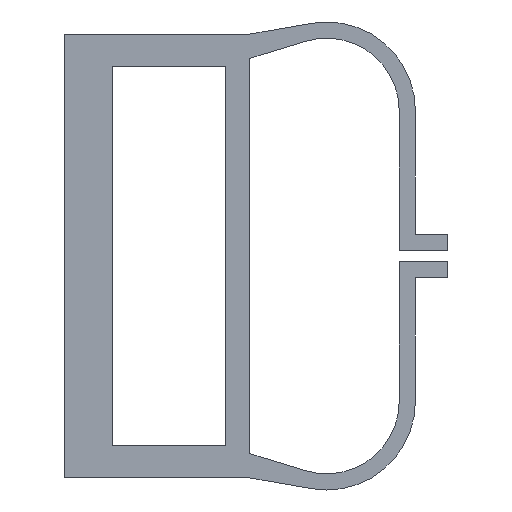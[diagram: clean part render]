
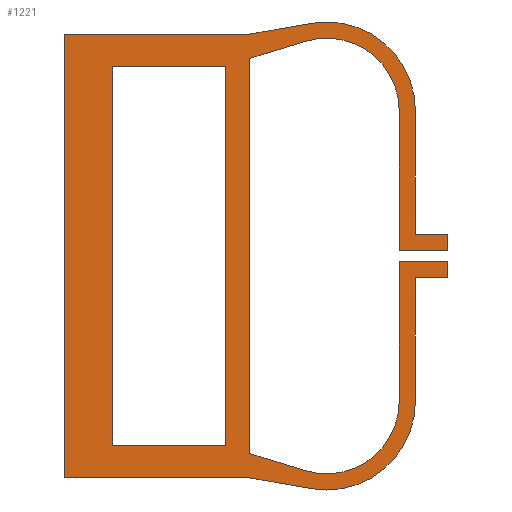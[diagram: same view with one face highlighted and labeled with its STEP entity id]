
A CAD part, left-side view. The second image highlights one B-rep face of the part: STEP entity #1221.
In plain terms, the highlighted planar face has unit normal (-1, 0, 0).
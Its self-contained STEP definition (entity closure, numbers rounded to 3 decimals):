
#37=FACE_BOUND('',#187,.T.);
#82=CIRCLE('',#1305,11.);
#84=CIRCLE('',#1308,9.);
#89=CIRCLE('',#1321,9.);
#90=CIRCLE('',#1329,11.);
#125=FACE_OUTER_BOUND('',#186,.T.);
#186=EDGE_LOOP('',(#937,#938,#939,#940,#941,#942,#943,#944,#945,#946,#947,
#948,#949,#950,#951,#952,#953,#954,#955,#956,#957,#958));
#187=EDGE_LOOP('',(#959,#960,#961,#962));
#233=LINE('',#1698,#371);
#259=LINE('',#1813,#397);
#263=LINE('',#1823,#401);
#273=LINE('',#1845,#411);
#278=LINE('',#1860,#416);
#282=LINE('',#1872,#420);
#285=LINE('',#1878,#423);
#289=LINE('',#1885,#427);
#291=LINE('',#1890,#429);
#297=LINE('',#1900,#435);
#310=LINE('',#1924,#448);
#311=LINE('',#1926,#449);
#312=LINE('',#1928,#450);
#313=LINE('',#1929,#451);
#314=LINE('',#1931,#452);
#315=LINE('',#1933,#453);
#316=LINE('',#1934,#454);
#317=LINE('',#1936,#455);
#318=LINE('',#1939,#456);
#319=LINE('',#1941,#457);
#320=LINE('',#1943,#458);
#321=LINE('',#1944,#459);
#371=VECTOR('',#1364,1000.);
#397=VECTOR('',#1484,1000.);
#401=VECTOR('',#1492,1000.);
#411=VECTOR('',#1506,1000.);
#416=VECTOR('',#1519,1000.);
#420=VECTOR('',#1531,1000.);
#423=VECTOR('',#1536,1000.);
#427=VECTOR('',#1542,1000.);
#429=VECTOR('',#1546,1000.);
#435=VECTOR('',#1554,1000.);
#448=VECTOR('',#1571,1000.);
#449=VECTOR('',#1572,1000.);
#450=VECTOR('',#1573,1000.);
#451=VECTOR('',#1574,1000.);
#452=VECTOR('',#1575,1000.);
#453=VECTOR('',#1576,1000.);
#454=VECTOR('',#1577,1000.);
#455=VECTOR('',#1580,1000.);
#456=VECTOR('',#1581,1000.);
#457=VECTOR('',#1582,1000.);
#458=VECTOR('',#1583,1000.);
#459=VECTOR('',#1584,1000.);
#509=VERTEX_POINT('',#1696);
#510=VERTEX_POINT('',#1697);
#543=VERTEX_POINT('',#1791);
#544=VERTEX_POINT('',#1792);
#547=VERTEX_POINT('',#1800);
#548=VERTEX_POINT('',#1801);
#552=VERTEX_POINT('',#1811);
#555=VERTEX_POINT('',#1821);
#556=VERTEX_POINT('',#1822);
#565=VERTEX_POINT('',#1842);
#566=VERTEX_POINT('',#1844);
#571=VERTEX_POINT('',#1857);
#572=VERTEX_POINT('',#1859);
#574=VERTEX_POINT('',#1865);
#576=VERTEX_POINT('',#1871);
#578=VERTEX_POINT('',#1877);
#580=VERTEX_POINT('',#1883);
#582=VERTEX_POINT('',#1889);
#595=VERTEX_POINT('',#1925);
#596=VERTEX_POINT('',#1927);
#597=VERTEX_POINT('',#1930);
#598=VERTEX_POINT('',#1932);
#599=VERTEX_POINT('',#1937);
#600=VERTEX_POINT('',#1938);
#601=VERTEX_POINT('',#1940);
#602=VERTEX_POINT('',#1942);
#623=EDGE_CURVE('',#509,#510,#233,.T.);
#669=EDGE_CURVE('',#543,#544,#82,.T.);
#673=EDGE_CURVE('',#547,#548,#84,.T.);
#679=EDGE_CURVE('',#552,#543,#259,.T.);
#683=EDGE_CURVE('',#555,#556,#263,.T.);
#693=EDGE_CURVE('',#565,#566,#273,.T.);
#700=EDGE_CURVE('',#571,#572,#278,.T.);
#703=EDGE_CURVE('',#572,#574,#89,.T.);
#706=EDGE_CURVE('',#574,#576,#282,.T.);
#709=EDGE_CURVE('',#544,#578,#285,.T.);
#713=EDGE_CURVE('',#580,#547,#289,.T.);
#715=EDGE_CURVE('',#548,#582,#291,.T.);
#721=EDGE_CURVE('',#576,#580,#297,.T.);
#734=EDGE_CURVE('',#578,#509,#310,.T.);
#735=EDGE_CURVE('',#595,#552,#311,.T.);
#736=EDGE_CURVE('',#596,#595,#312,.T.);
#737=EDGE_CURVE('',#582,#596,#313,.T.);
#738=EDGE_CURVE('',#597,#571,#314,.T.);
#739=EDGE_CURVE('',#598,#597,#315,.T.);
#740=EDGE_CURVE('',#598,#556,#316,.T.);
#741=EDGE_CURVE('',#566,#555,#90,.T.);
#742=EDGE_CURVE('',#510,#565,#317,.T.);
#743=EDGE_CURVE('',#599,#600,#318,.T.);
#744=EDGE_CURVE('',#600,#601,#319,.T.);
#745=EDGE_CURVE('',#601,#602,#320,.T.);
#746=EDGE_CURVE('',#602,#599,#321,.T.);
#937=ORIENTED_EDGE('',*,*,#734,.F.);
#938=ORIENTED_EDGE('',*,*,#709,.F.);
#939=ORIENTED_EDGE('',*,*,#669,.F.);
#940=ORIENTED_EDGE('',*,*,#679,.F.);
#941=ORIENTED_EDGE('',*,*,#735,.F.);
#942=ORIENTED_EDGE('',*,*,#736,.F.);
#943=ORIENTED_EDGE('',*,*,#737,.F.);
#944=ORIENTED_EDGE('',*,*,#715,.F.);
#945=ORIENTED_EDGE('',*,*,#673,.F.);
#946=ORIENTED_EDGE('',*,*,#713,.F.);
#947=ORIENTED_EDGE('',*,*,#721,.F.);
#948=ORIENTED_EDGE('',*,*,#706,.F.);
#949=ORIENTED_EDGE('',*,*,#703,.F.);
#950=ORIENTED_EDGE('',*,*,#700,.F.);
#951=ORIENTED_EDGE('',*,*,#738,.F.);
#952=ORIENTED_EDGE('',*,*,#739,.F.);
#953=ORIENTED_EDGE('',*,*,#740,.T.);
#954=ORIENTED_EDGE('',*,*,#683,.F.);
#955=ORIENTED_EDGE('',*,*,#741,.F.);
#956=ORIENTED_EDGE('',*,*,#693,.F.);
#957=ORIENTED_EDGE('',*,*,#742,.F.);
#958=ORIENTED_EDGE('',*,*,#623,.F.);
#959=ORIENTED_EDGE('',*,*,#743,.T.);
#960=ORIENTED_EDGE('',*,*,#744,.T.);
#961=ORIENTED_EDGE('',*,*,#745,.T.);
#962=ORIENTED_EDGE('',*,*,#746,.T.);
#1164=PLANE('',#1328);
#1221=ADVANCED_FACE('',(#125,#37),#1164,.T.);
#1305=AXIS2_PLACEMENT_3D('',#1793,#1466,#1467);
#1308=AXIS2_PLACEMENT_3D('',#1802,#1474,#1475);
#1321=AXIS2_PLACEMENT_3D('',#1866,#1525,#1526);
#1328=AXIS2_PLACEMENT_3D('',#1923,#1569,#1570);
#1329=AXIS2_PLACEMENT_3D('',#1935,#1578,#1579);
#1364=DIRECTION('',(0.,0.,1.));
#1466=DIRECTION('center_axis',(1.,0.,0.));
#1467=DIRECTION('ref_axis',(0.,0.,1.));
#1474=DIRECTION('center_axis',(-1.,0.,0.));
#1475=DIRECTION('ref_axis',(0.,0.,1.));
#1484=DIRECTION('',(0.,0.,-1.));
#1492=DIRECTION('',(0.,0.,-1.));
#1506=DIRECTION('',(0.,-0.985,0.173));
#1519=DIRECTION('',(0.,0.,1.));
#1525=DIRECTION('center_axis',(-1.,0.,0.));
#1526=DIRECTION('ref_axis',(0.,0.,1.));
#1531=DIRECTION('',(0.,0.956,-0.293));
#1536=DIRECTION('',(0.,0.985,0.173));
#1542=DIRECTION('',(0.,-0.956,-0.293));
#1546=DIRECTION('',(0.,0.,1.));
#1554=DIRECTION('',(0.,0.,-1.));
#1569=DIRECTION('center_axis',(-1.,0.,0.));
#1570=DIRECTION('ref_axis',(0.,0.,1.));
#1571=DIRECTION('',(0.,1.,0.));
#1572=DIRECTION('',(0.,1.,0.));
#1573=DIRECTION('',(0.,0.,-1.));
#1574=DIRECTION('',(0.,-1.,0.));
#1575=DIRECTION('',(0.,1.,0.));
#1576=DIRECTION('',(0.,0.,-1.));
#1577=DIRECTION('',(0.,1.,0.));
#1578=DIRECTION('center_axis',(1.,0.,0.));
#1579=DIRECTION('ref_axis',(0.,0.,1.));
#1580=DIRECTION('',(0.,-1.,0.));
#1581=DIRECTION('',(0.,0.,-1.));
#1582=DIRECTION('',(0.,1.,0.));
#1583=DIRECTION('',(0.,0.,1.));
#1584=DIRECTION('',(0.,-1.,0.));
#1696=CARTESIAN_POINT('',(0.,13.,-27.5));
#1697=CARTESIAN_POINT('',(0.,13.,27.5));
#1698=CARTESIAN_POINT('',(0.,13.,27.5));
#1791=CARTESIAN_POINT('',(0.,-30.5,-18.));
#1792=CARTESIAN_POINT('',(0.,-17.597,-28.834));
#1793=CARTESIAN_POINT('Origin',(0.,-19.5,-18.));
#1800=CARTESIAN_POINT('',(0.,-16.861,-26.604));
#1801=CARTESIAN_POINT('',(0.,-28.5,-18.));
#1802=CARTESIAN_POINT('Origin',(0.,-19.5,-18.));
#1811=CARTESIAN_POINT('',(0.,-30.5,-2.7));
#1813=CARTESIAN_POINT('',(0.,-30.5,-18.));
#1821=CARTESIAN_POINT('',(0.,-30.5,18.));
#1822=CARTESIAN_POINT('',(0.,-30.5,2.7));
#1823=CARTESIAN_POINT('',(0.,-30.5,18.));
#1842=CARTESIAN_POINT('',(0.,-10.,27.5));
#1844=CARTESIAN_POINT('',(0.,-17.597,28.834));
#1845=CARTESIAN_POINT('',(0.,-10.,27.5));
#1857=CARTESIAN_POINT('',(0.,-28.5,0.7));
#1859=CARTESIAN_POINT('',(0.,-28.5,18.));
#1860=CARTESIAN_POINT('',(0.,-28.5,0.7));
#1865=CARTESIAN_POINT('',(0.,-16.861,26.604));
#1866=CARTESIAN_POINT('Origin',(0.,-19.5,18.));
#1871=CARTESIAN_POINT('',(0.,-10.,24.5));
#1872=CARTESIAN_POINT('',(0.,-10.,24.5));
#1877=CARTESIAN_POINT('',(0.,-10.,-27.5));
#1878=CARTESIAN_POINT('',(0.,-10.,-27.5));
#1883=CARTESIAN_POINT('',(0.,-10.,-24.5));
#1885=CARTESIAN_POINT('',(0.,-10.,-24.5));
#1889=CARTESIAN_POINT('',(0.,-28.5,-0.7));
#1890=CARTESIAN_POINT('',(0.,-28.5,-0.7));
#1900=CARTESIAN_POINT('',(0.,-10.,27.5));
#1923=CARTESIAN_POINT('Origin',(0.,0.,0.));
#1924=CARTESIAN_POINT('',(0.,-10.,-27.5));
#1925=CARTESIAN_POINT('',(0.,-34.5,-2.7));
#1926=CARTESIAN_POINT('',(0.,-34.5,-2.7));
#1927=CARTESIAN_POINT('',(0.,-34.5,-0.7));
#1928=CARTESIAN_POINT('',(0.,-34.5,-0.7));
#1929=CARTESIAN_POINT('',(0.,-28.5,-0.7));
#1930=CARTESIAN_POINT('',(0.,-34.5,0.7));
#1931=CARTESIAN_POINT('',(0.,-28.5,0.7));
#1932=CARTESIAN_POINT('',(0.,-34.5,2.7));
#1933=CARTESIAN_POINT('',(0.,-34.5,0.7));
#1934=CARTESIAN_POINT('',(0.,-34.5,2.7));
#1935=CARTESIAN_POINT('Origin',(0.,-19.5,18.));
#1936=CARTESIAN_POINT('',(0.,-10.,27.5));
#1937=CARTESIAN_POINT('',(0.,-7.,23.5));
#1938=CARTESIAN_POINT('',(0.,-7.,-23.5));
#1939=CARTESIAN_POINT('',(0.,-7.,23.5));
#1940=CARTESIAN_POINT('',(0.,7.,-23.5));
#1941=CARTESIAN_POINT('',(0.,-7.,-23.5));
#1942=CARTESIAN_POINT('',(0.,7.,23.5));
#1943=CARTESIAN_POINT('',(0.,7.,23.5));
#1944=CARTESIAN_POINT('',(0.,-7.,23.5));
